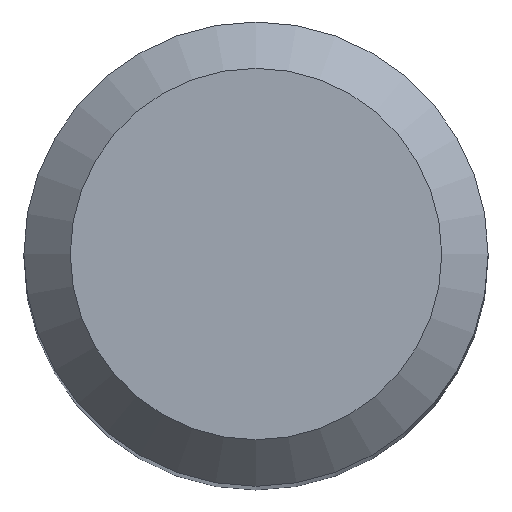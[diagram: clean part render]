
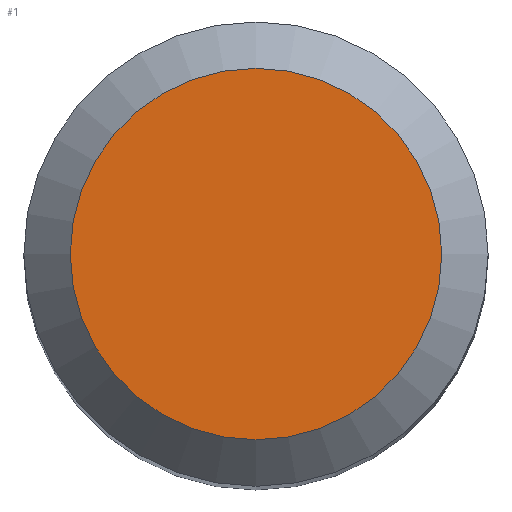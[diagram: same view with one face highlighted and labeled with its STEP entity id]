
A CAD part, top view. The second image highlights one B-rep face of the part: STEP entity #1.
In plain terms, the highlighted planar face has unit normal (0, 0, 1).
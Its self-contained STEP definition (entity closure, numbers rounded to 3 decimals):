
#1 = ADVANCED_FACE ( 'NONE', ( #157 ), #223, .F. ) ;
#4 = AXIS2_PLACEMENT_3D ( 'NONE', #174, #63, #265 ) ;
#16 = DIRECTION ( 'NONE',  ( 0., 0., -1. ) ) ;
#47 = CARTESIAN_POINT ( 'NONE',  ( 0., 0., 25. ) ) ;
#63 = DIRECTION ( 'NONE',  ( 0., 0., -1. ) ) ;
#110 = AXIS2_PLACEMENT_3D ( 'NONE', #47, #16, #203 ) ;
#157 = FACE_OUTER_BOUND ( 'NONE', #172, .T. ) ;
#172 = EDGE_LOOP ( 'NONE', ( #209 ) ) ;
#174 = CARTESIAN_POINT ( 'NONE',  ( 0., 0., 25. ) ) ;
#175 = CIRCLE ( 'NONE', #110, 1.6 ) ;
#179 = VERTEX_POINT ( 'NONE', #248 ) ;
#203 = DIRECTION ( 'NONE',  ( 0., 1., 0. ) ) ;
#209 = ORIENTED_EDGE ( 'NONE', *, *, #294, .F. ) ;
#223 = PLANE ( 'NONE',  #4 ) ;
#248 = CARTESIAN_POINT ( 'NONE',  ( 0., 1.6, 25. ) ) ;
#265 = DIRECTION ( 'NONE',  ( 0., 1., 0. ) ) ;
#294 = EDGE_CURVE ( 'NONE', #179, #179, #175, .T. ) ;
